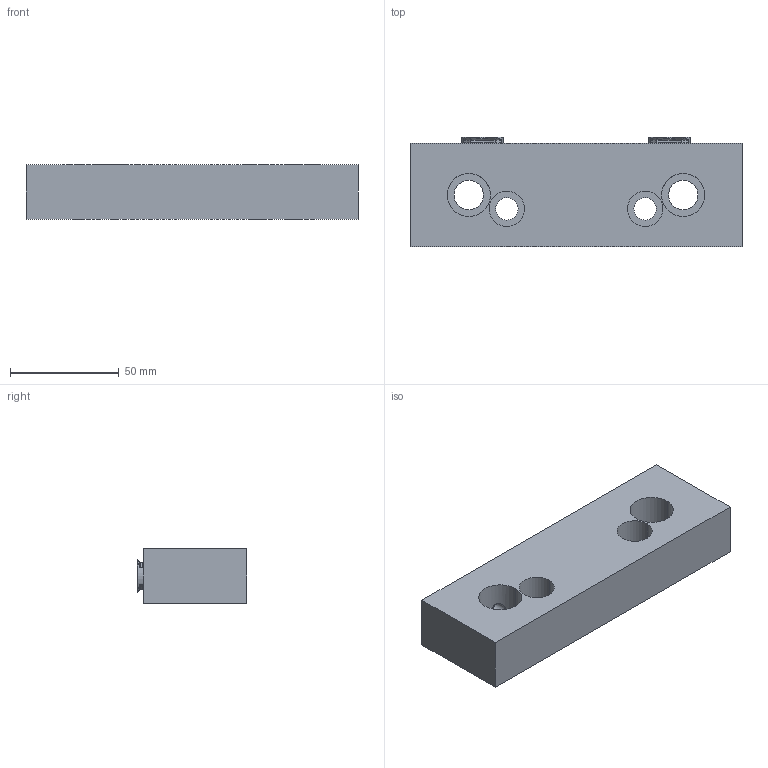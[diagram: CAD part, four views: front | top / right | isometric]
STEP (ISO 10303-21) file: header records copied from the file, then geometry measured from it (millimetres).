
FILE_DESCRIPTION (( 'STEP AP203' ), '1' );
FILE_NAME ('32166.STEP', '2020-04-29T16:02:04', ( 'Marc' ), ( 'Microsoft' ), 'SwSTEP 2.0', 'SolidWorks 2018', '' );
FILE_SCHEMA (( 'CONFIG_CONTROL_DESIGN' ));
Length unit declared in the file: inch
Products named in the file (5): 32175_32175; 32166; 321661_default; 321751_321751; M510MM SHCS_M510MM SHCS
Assembly tree (5 placements, depth 3):
  32166
    321661_default
    32175_32175  x2
      321751_321751
      M510MM SHCS_M510MM SHCS
Bounding box: 152.4 x 50.42 x 25.15 mm (x, y, z)
Volume: 152766.8 mm3; surface area: 35912.8 mm2
Topology: 5 solids, 5 shells, 463 faces, 1172 edges, 731 vertices
Faces by surface type: cylinder 218, bspline 136, cone 62, plane 43, torus 4
Entity records: 12585 total; most frequent: CARTESIAN_POINT 6373, ORIENTED_EDGE 1344, DIRECTION 979, EDGE_CURVE 672, VERTEX_POINT 423, AXIS2_PLACEMENT_3D 393, EDGE_LOOP 307, ADVANCED_FACE 274
